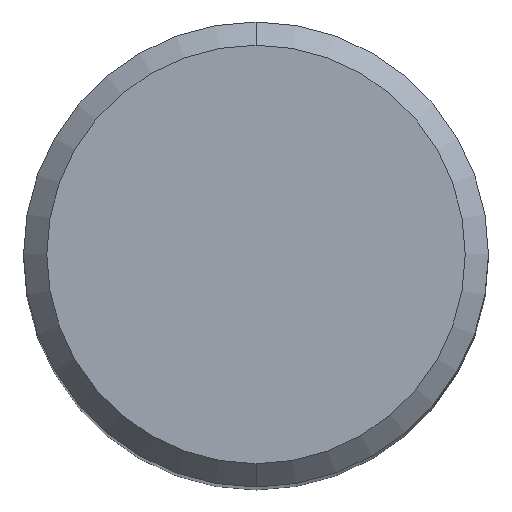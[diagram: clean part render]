
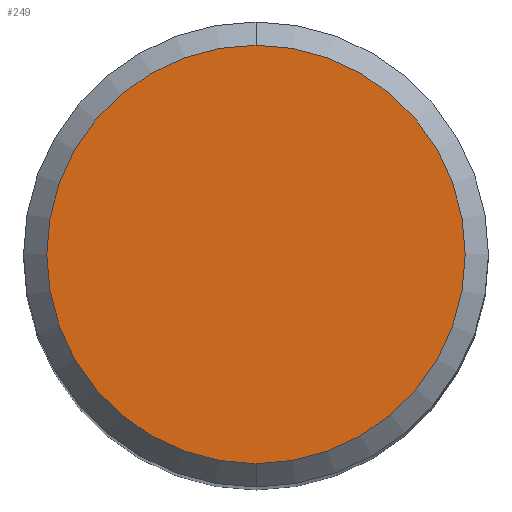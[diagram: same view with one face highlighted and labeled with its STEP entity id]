
A CAD part, top view. The second image highlights one B-rep face of the part: STEP entity #249.
In plain terms, the highlighted planar face has unit normal (0, 0, 1).
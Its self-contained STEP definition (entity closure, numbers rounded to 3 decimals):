
#209=EDGE_CURVE('',#297,#439,#520,.T.);
#215=EDGE_CURVE('',#439,#297,#528,.T.);
#249=ADVANCED_FACE('',(#564),#565,.T.);
#297=VERTEX_POINT('',#618);
#439=VERTEX_POINT('',#773);
#520=CIRCLE('',#885,5.4);
#528=CIRCLE('',#894,5.4);
#564=FACE_OUTER_BOUND('',#1005,.T.);
#565=PLANE('',#1006);
#618=CARTESIAN_POINT('',(0.0,5.4,0.0));
#773=CARTESIAN_POINT('',(0.,-5.4,0.0));
#885=AXIS2_PLACEMENT_3D('',#1560,#1561,#1562);
#894=AXIS2_PLACEMENT_3D('',#1587,#1588,#1589);
#1005=EDGE_LOOP('',(#1622,#1623));
#1006=AXIS2_PLACEMENT_3D('',#1624,#1625,#1626);
#1560=CARTESIAN_POINT('',(0.0,0.0,0.0));
#1561=DIRECTION('',(0.0,0.0,-1.0));
#1562=DIRECTION('',(0.0,1.0,0.0));
#1587=CARTESIAN_POINT('',(0.0,0.0,0.0));
#1588=DIRECTION('',(0.0,0.0,-1.0));
#1589=DIRECTION('',(0.0,1.0,0.0));
#1622=ORIENTED_EDGE('',*,*,#209,.F.);
#1623=ORIENTED_EDGE('',*,*,#215,.F.);
#1624=CARTESIAN_POINT('',(0.0,2.7,0.0));
#1625=DIRECTION('',(-0.0,0.0,1.0));
#1626=DIRECTION('',(0.0,-1.0,0.0));
